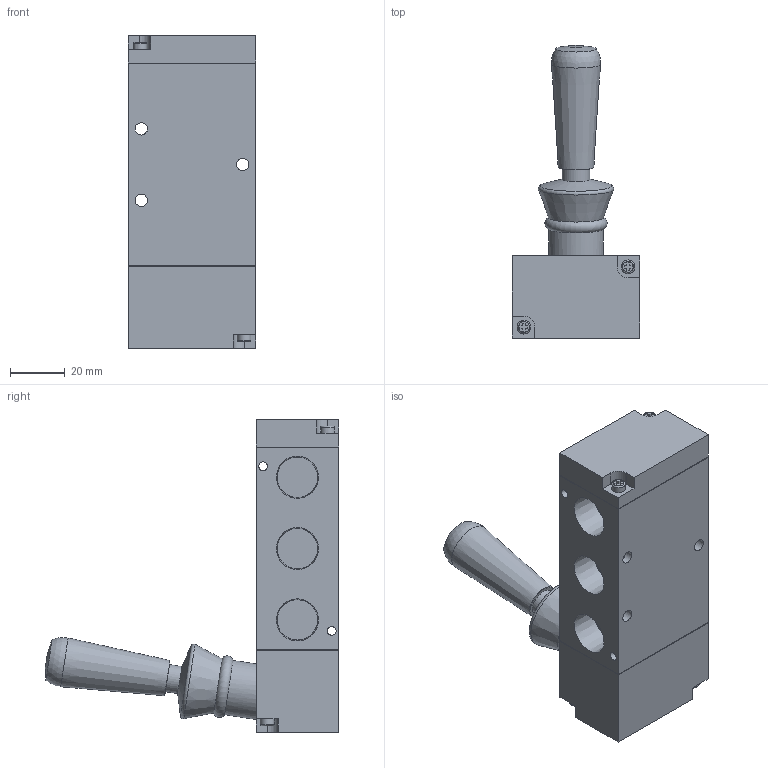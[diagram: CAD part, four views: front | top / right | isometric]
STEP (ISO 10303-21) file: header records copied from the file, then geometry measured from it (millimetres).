
FILE_DESCRIPTION( ( 'STEP AP203' ), '1' );
FILE_NAME( 'MVHB-300-4TV.stp', '2020-04-23T12:48:53', ( 'License CC BY-ND 4.0' ), ( 'CADENAS' ), ' ', 'PARTsolutions', ' ' );
FILE_SCHEMA( ( 'CONFIG_CONTROL_DESIGN' ) );
Length unit declared in the file: millimetre
Products named in the file (1): _MVHB-300-4TV
Bounding box: 46.4 x 106.85 x 114 mm (x, y, z)
Volume: 165777.4 mm3; surface area: 29932.3 mm2
Topology: 1 solids, 1 shells, 137 faces, 336 edges, 221 vertices
Faces by surface type: plane 104, cylinder 16, cone 10, torus 6, sphere 1
Full cylindrical faces by diameter (mm): 3.2 x2, 4.2 x1, 4.5 x3, 5 x4, 10 x1, 20 x1
Entity records: 3900 total; most frequent: CARTESIAN_POINT 685, DIRECTION 632, ORIENTED_EDGE 604, EDGE_CURVE 302, LINE 246, VECTOR 246, VERTEX_POINT 218, EDGE_LOOP 196
